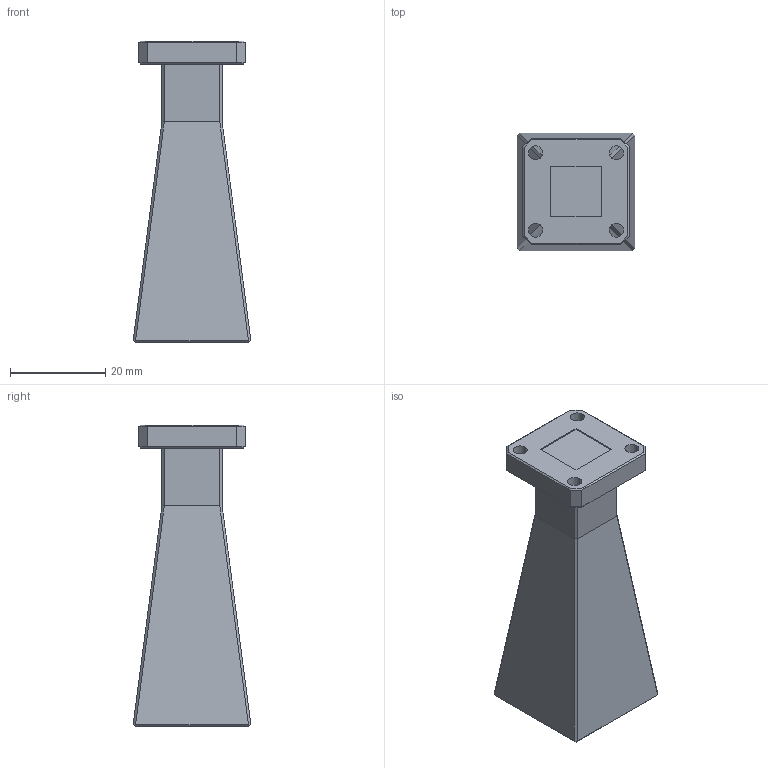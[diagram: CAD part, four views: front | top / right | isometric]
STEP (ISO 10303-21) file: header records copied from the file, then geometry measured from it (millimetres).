
FILE_DESCRIPTION (( 'STEP AP214' ), '1' );
FILE_NAME ('AR-K15-420.STEP', '2024-01-16T20:29:19', ( '' ), ( '' ), 'SwSTEP 2.0', 'SolidWorks 2021', '' );
FILE_SCHEMA (( 'AUTOMOTIVE_DESIGN' ));
Length unit declared in the file: inch
Products named in the file (1): AR-K15-420
Bounding box: 24.77 x 24.77 x 63.5 mm (x, y, z)
Volume: 21136.1 mm3; surface area: 6007.3 mm2
Topology: 1 solids, 1 shells, 60 faces, 144 edges, 88 vertices
Faces by surface type: plane 52, cylinder 8
Entity records: 1748 total; most frequent: CARTESIAN_POINT 293, ORIENTED_EDGE 288, DIRECTION 282, EDGE_CURVE 144, VECTOR 128, LINE 128, VERTEX_POINT 88, AXIS2_PLACEMENT_3D 77
